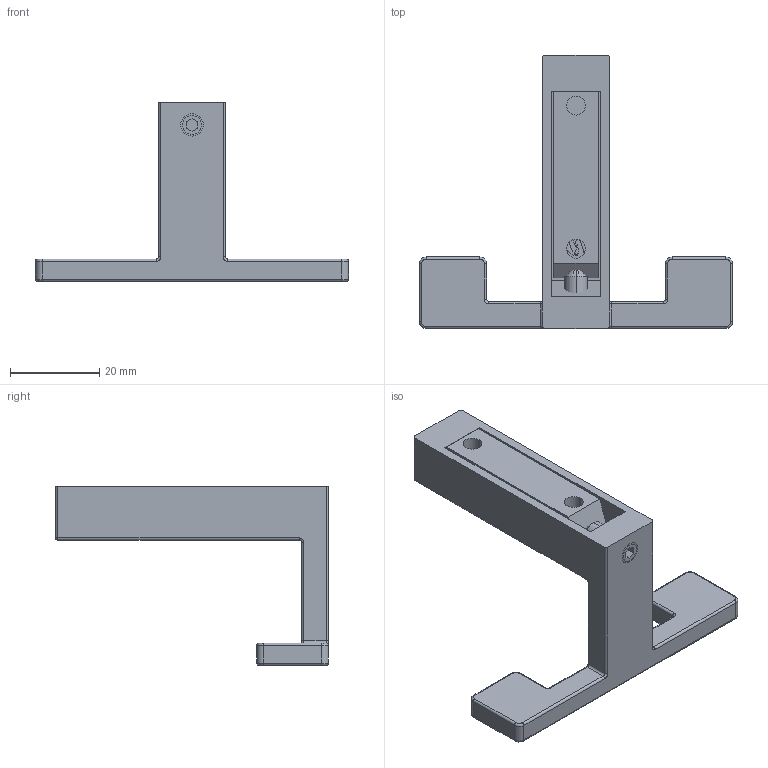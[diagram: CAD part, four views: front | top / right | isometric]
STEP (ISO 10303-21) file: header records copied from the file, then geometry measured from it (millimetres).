
FILE_DESCRIPTION(('Creo Elements/Direct Modeling STEP Export'),'2;1');
FILE_NAME('2325.stp','2022-05-04T 9:53:18',(''),(''),'Creo Elements/Direct Modeling STEP processor for AP214 (Solid Model)','Creo Elements/Direct Modeling 20.0 12-Nov-2016 (C) Parametric Technology GmbH','');
FILE_SCHEMA(('AUTOMOTIVE_DESIGN { 1 0 10303 214 1 1 1 1 }'));
Length unit declared in the file: millimetre
Products named in the file (4): ZN-9108_Mo; D914M5X14S1; ZN-9108.1; ZN-9107_Ha-CJFX8Q22MDDNAE
Assembly tree (2 placements, depth 2):
  ZN-9108.1
    D914M5X14S1
    ZN-9108_Mo
  ZN-9107_Ha-CJFX8Q22MDDNAE
Bounding box: 70 x 61 x 40 mm (x, y, z)
Volume: 13388 mm3; surface area: 10264.7 mm2
Topology: 3 solids, 3 shells, 353 faces, 967 edges, 626 vertices
Faces by surface type: plane 259, cylinder 51, torus 22, extrusion 13, cone 6, sphere 2
Entity records: 11203 total; most frequent: CARTESIAN_POINT 2197, ORIENTED_EDGE 1926, DIRECTION 1711, EDGE_CURVE 963, VECTOR 809, LINE 796, VERTEX_POINT 626, AXIS2_PLACEMENT_3D 451
